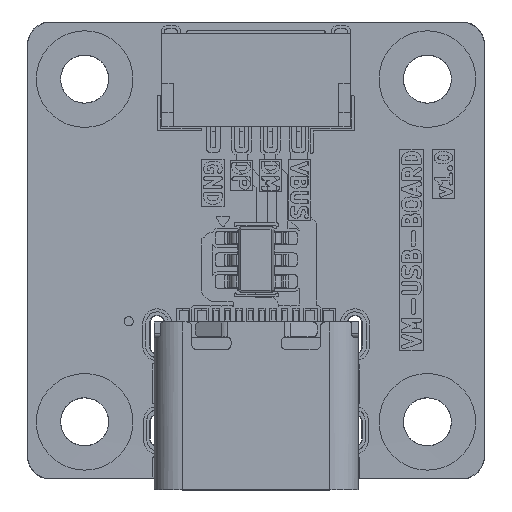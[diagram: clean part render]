
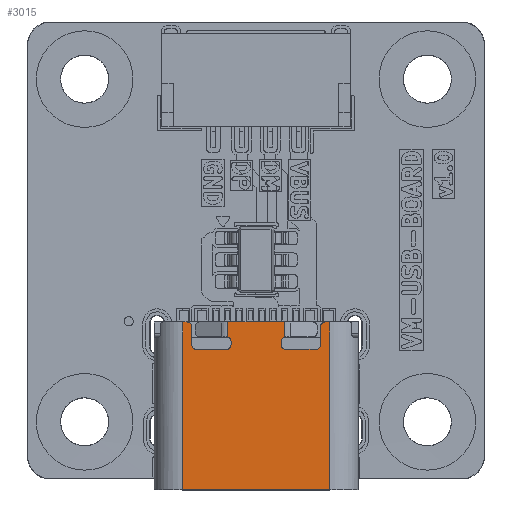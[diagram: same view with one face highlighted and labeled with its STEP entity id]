
A CAD part, top view. The second image highlights one B-rep face of the part: STEP entity #3015.
In plain terms, the highlighted planar face has unit normal (0, 0, 1).
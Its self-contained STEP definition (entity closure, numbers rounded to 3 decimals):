
#2599=CARTESIAN_POINT('',(1.108,-3.984,4.415));
#2600=VERTEX_POINT('',#2599);
#2607=CARTESIAN_POINT('',(1.108,-4.134,4.415));
#2608=VERTEX_POINT('',#2607);
#2609=CARTESIAN_POINT('',(1.108,-4.134,4.415));
#2610=DIRECTION('',(-0.,1.,-0.));
#2611=VECTOR('',#2610,0.15);
#2612=LINE('',#2609,#2611);
#2613=EDGE_CURVE('',#2608,#2600,#2612,.T.);
#2631=CARTESIAN_POINT('',(3.228,-3.134,4.415));
#2632=VERTEX_POINT('',#2631);
#2665=CARTESIAN_POINT('',(3.028,-3.134,4.415));
#2666=VERTEX_POINT('',#2665);
#2673=CARTESIAN_POINT('',(3.228,-3.134,4.415));
#2674=DIRECTION('',(-1.,-0.,0.));
#2675=VECTOR('',#2674,0.2);
#2676=LINE('',#2673,#2675);
#2677=EDGE_CURVE('',#2632,#2666,#2676,.T.);
#2842=CARTESIAN_POINT('',(-3.212,-3.134,4.415));
#2843=DIRECTION('',(0.,0.,1.));
#2844=DIRECTION('',(0.,-1.,0.));
#2845=AXIS2_PLACEMENT_3D('',#2842,#2843,#2844);
#2846=PLANE('',#2845);
#2847=CARTESIAN_POINT('',(1.254,-3.134,4.415));
#2848=VERTEX_POINT('',#2847);
#2849=CARTESIAN_POINT('',(-1.239,-3.134,4.415));
#2850=VERTEX_POINT('',#2849);
#2851=CARTESIAN_POINT('',(1.254,-3.134,4.415));
#2852=DIRECTION('',(-1.,-0.,0.));
#2853=VECTOR('',#2852,2.493);
#2854=LINE('',#2851,#2853);
#2855=EDGE_CURVE('',#2848,#2850,#2854,.T.);
#2856=ORIENTED_EDGE('',*,*,#2855,.T.);
#2857=CARTESIAN_POINT('',(-1.239,-3.791,4.415));
#2858=VERTEX_POINT('',#2857);
#2859=CARTESIAN_POINT('',(-1.239,-3.791,4.415));
#2860=DIRECTION('',(0.,1.,0.));
#2861=VECTOR('',#2860,0.657);
#2862=LINE('',#2859,#2861);
#2863=EDGE_CURVE('',#2858,#2850,#2862,.T.);
#2864=ORIENTED_EDGE('',*,*,#2863,.F.);
#2865=CARTESIAN_POINT('',(-1.092,-3.984,4.415));
#2866=VERTEX_POINT('',#2865);
#2867=CARTESIAN_POINT('',(-1.292,-3.984,4.415));
#2868=DIRECTION('',(0.,0.,1.));
#2869=DIRECTION('',(1.,0.,-0.));
#2870=AXIS2_PLACEMENT_3D('',#2867,#2868,#2869);
#2871=CIRCLE('',#2870,0.2);
#2872=EDGE_CURVE('',#2866,#2858,#2871,.T.);
#2873=ORIENTED_EDGE('',*,*,#2872,.F.);
#2874=CARTESIAN_POINT('',(-1.092,-4.134,4.415));
#2875=VERTEX_POINT('',#2874);
#2876=CARTESIAN_POINT('',(-1.092,-4.134,4.415));
#2877=DIRECTION('',(0.,1.,0.));
#2878=VECTOR('',#2877,0.15);
#2879=LINE('',#2876,#2878);
#2880=EDGE_CURVE('',#2875,#2866,#2879,.T.);
#2881=ORIENTED_EDGE('',*,*,#2880,.F.);
#2882=CARTESIAN_POINT('',(-1.292,-4.334,4.415));
#2883=VERTEX_POINT('',#2882);
#2884=CARTESIAN_POINT('',(-1.292,-4.134,4.415));
#2885=DIRECTION('',(0.,0.,1.));
#2886=DIRECTION('',(1.,0.,-0.));
#2887=AXIS2_PLACEMENT_3D('',#2884,#2885,#2886);
#2888=CIRCLE('',#2887,0.2);
#2889=EDGE_CURVE('',#2883,#2875,#2888,.T.);
#2890=ORIENTED_EDGE('',*,*,#2889,.F.);
#2891=CARTESIAN_POINT('',(-2.612,-4.334,4.415));
#2892=VERTEX_POINT('',#2891);
#2893=CARTESIAN_POINT('',(-1.292,-4.334,4.415));
#2894=DIRECTION('',(-1.,-0.,0.));
#2895=VECTOR('',#2894,1.32);
#2896=LINE('',#2893,#2895);
#2897=EDGE_CURVE('',#2883,#2892,#2896,.T.);
#2898=ORIENTED_EDGE('',*,*,#2897,.T.);
#2899=CARTESIAN_POINT('',(-2.812,-4.134,4.415));
#2900=VERTEX_POINT('',#2899);
#2901=CARTESIAN_POINT('',(-2.612,-4.134,4.415));
#2902=DIRECTION('',(-0.,-0.,1.));
#2903=DIRECTION('',(-1.,0.,0.));
#2904=AXIS2_PLACEMENT_3D('',#2901,#2902,#2903);
#2905=CIRCLE('',#2904,0.2);
#2906=EDGE_CURVE('',#2900,#2892,#2905,.T.);
#2907=ORIENTED_EDGE('',*,*,#2906,.F.);
#2908=CARTESIAN_POINT('',(-2.812,-3.334,4.415));
#2909=VERTEX_POINT('',#2908);
#2910=CARTESIAN_POINT('',(-2.812,-4.134,4.415));
#2911=DIRECTION('',(-0.,1.,-0.));
#2912=VECTOR('',#2911,0.8);
#2913=LINE('',#2910,#2912);
#2914=EDGE_CURVE('',#2900,#2909,#2913,.T.);
#2915=ORIENTED_EDGE('',*,*,#2914,.T.);
#2916=CARTESIAN_POINT('',(-3.012,-3.134,4.415));
#2917=VERTEX_POINT('',#2916);
#2918=CARTESIAN_POINT('',(-3.012,-3.334,4.415));
#2919=DIRECTION('',(-0.,-0.,-1.));
#2920=DIRECTION('',(1.,0.,-0.));
#2921=AXIS2_PLACEMENT_3D('',#2918,#2919,#2920);
#2922=CIRCLE('',#2921,0.2);
#2923=EDGE_CURVE('',#2917,#2909,#2922,.T.);
#2924=ORIENTED_EDGE('',*,*,#2923,.F.);
#2925=CARTESIAN_POINT('',(-3.212,-3.134,4.415));
#2926=VERTEX_POINT('',#2925);
#2927=CARTESIAN_POINT('',(-3.212,-3.134,4.415));
#2928=DIRECTION('',(1.,-0.,-0.));
#2929=VECTOR('',#2928,0.2);
#2930=LINE('',#2927,#2929);
#2931=EDGE_CURVE('',#2926,#2917,#2930,.T.);
#2932=ORIENTED_EDGE('',*,*,#2931,.F.);
#2933=CARTESIAN_POINT('',(-3.212,-10.484,4.415));
#2934=VERTEX_POINT('',#2933);
#2935=CARTESIAN_POINT('',(-3.212,-3.134,4.415));
#2936=DIRECTION('',(0.,-1.,0.));
#2937=VECTOR('',#2936,7.35);
#2938=LINE('',#2935,#2937);
#2939=EDGE_CURVE('',#2926,#2934,#2938,.T.);
#2940=ORIENTED_EDGE('',*,*,#2939,.T.);
#2941=CARTESIAN_POINT('',(3.228,-10.484,4.415));
#2942=VERTEX_POINT('',#2941);
#2943=CARTESIAN_POINT('',(3.228,-10.484,4.415));
#2944=DIRECTION('',(-1.,-0.,0.));
#2945=VECTOR('',#2944,6.44);
#2946=LINE('',#2943,#2945);
#2947=EDGE_CURVE('',#2942,#2934,#2946,.T.);
#2948=ORIENTED_EDGE('',*,*,#2947,.F.);
#2949=CARTESIAN_POINT('',(3.228,-3.134,4.415));
#2950=DIRECTION('',(0.,-1.,0.));
#2951=VECTOR('',#2950,7.35);
#2952=LINE('',#2949,#2951);
#2953=EDGE_CURVE('',#2632,#2942,#2952,.T.);
#2954=ORIENTED_EDGE('',*,*,#2953,.F.);
#2955=ORIENTED_EDGE('',*,*,#2677,.T.);
#2956=CARTESIAN_POINT('',(2.828,-3.334,4.415));
#2957=VERTEX_POINT('',#2956);
#2958=CARTESIAN_POINT('',(3.028,-3.334,4.415));
#2959=DIRECTION('',(0.,0.,1.));
#2960=DIRECTION('',(1.,0.,-0.));
#2961=AXIS2_PLACEMENT_3D('',#2958,#2959,#2960);
#2962=CIRCLE('',#2961,0.2);
#2963=EDGE_CURVE('',#2666,#2957,#2962,.T.);
#2964=ORIENTED_EDGE('',*,*,#2963,.T.);
#2965=CARTESIAN_POINT('',(2.828,-4.134,4.415));
#2966=VERTEX_POINT('',#2965);
#2967=CARTESIAN_POINT('',(2.828,-4.134,4.415));
#2968=DIRECTION('',(0.,1.,0.));
#2969=VECTOR('',#2968,0.8);
#2970=LINE('',#2967,#2969);
#2971=EDGE_CURVE('',#2966,#2957,#2970,.T.);
#2972=ORIENTED_EDGE('',*,*,#2971,.F.);
#2973=CARTESIAN_POINT('',(2.628,-4.334,4.415));
#2974=VERTEX_POINT('',#2973);
#2975=CARTESIAN_POINT('',(2.628,-4.134,4.415));
#2976=DIRECTION('',(0.,0.,-1.));
#2977=DIRECTION('',(-1.,0.,0.));
#2978=AXIS2_PLACEMENT_3D('',#2975,#2976,#2977);
#2979=CIRCLE('',#2978,0.2);
#2980=EDGE_CURVE('',#2966,#2974,#2979,.T.);
#2981=ORIENTED_EDGE('',*,*,#2980,.T.);
#2982=CARTESIAN_POINT('',(1.308,-4.334,4.415));
#2983=VERTEX_POINT('',#2982);
#2984=CARTESIAN_POINT('',(1.308,-4.334,4.415));
#2985=DIRECTION('',(1.,0.,-0.));
#2986=VECTOR('',#2985,1.32);
#2987=LINE('',#2984,#2986);
#2988=EDGE_CURVE('',#2983,#2974,#2987,.T.);
#2989=ORIENTED_EDGE('',*,*,#2988,.F.);
#2990=CARTESIAN_POINT('',(1.308,-4.134,4.415));
#2991=DIRECTION('',(-0.,-0.,-1.));
#2992=DIRECTION('',(1.,0.,-0.));
#2993=AXIS2_PLACEMENT_3D('',#2990,#2991,#2992);
#2994=CIRCLE('',#2993,0.2);
#2995=EDGE_CURVE('',#2983,#2608,#2994,.T.);
#2996=ORIENTED_EDGE('',*,*,#2995,.T.);
#2997=ORIENTED_EDGE('',*,*,#2613,.T.);
#2998=CARTESIAN_POINT('',(1.254,-3.791,4.415));
#2999=VERTEX_POINT('',#2998);
#3000=CARTESIAN_POINT('',(1.308,-3.984,4.415));
#3001=DIRECTION('',(-0.,-0.,-1.));
#3002=DIRECTION('',(1.,0.,-0.));
#3003=AXIS2_PLACEMENT_3D('',#3000,#3001,#3002);
#3004=CIRCLE('',#3003,0.2);
#3005=EDGE_CURVE('',#2600,#2999,#3004,.T.);
#3006=ORIENTED_EDGE('',*,*,#3005,.T.);
#3007=CARTESIAN_POINT('',(1.254,-3.791,4.415));
#3008=DIRECTION('',(-0.,1.,-0.));
#3009=VECTOR('',#3008,0.657);
#3010=LINE('',#3007,#3009);
#3011=EDGE_CURVE('',#2999,#2848,#3010,.T.);
#3012=ORIENTED_EDGE('',*,*,#3011,.T.);
#3013=EDGE_LOOP('',(#2856,#2864,#2873,#2881,#2890,#2898,#2907,#2915,#2924,#2932,#2940,#2948,#2954,#2955,#2964,#2972,#2981,#2989,#2996,#2997,#3006,#3012));
#3014=FACE_BOUND('',#3013,.T.);
#3015=ADVANCED_FACE('',(#3014),#2846,.T.);
